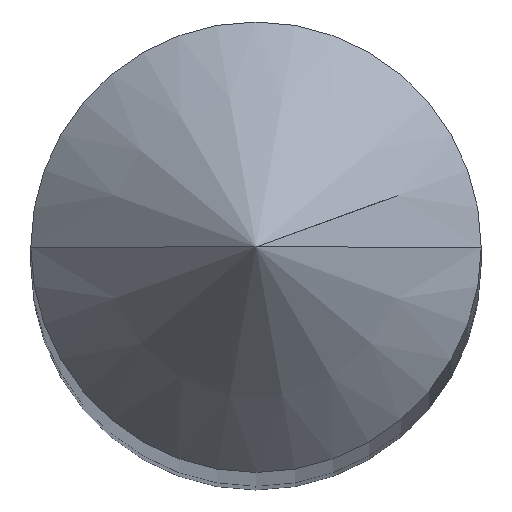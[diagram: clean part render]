
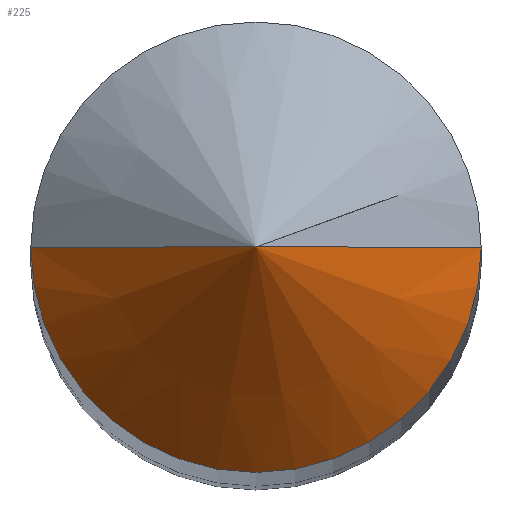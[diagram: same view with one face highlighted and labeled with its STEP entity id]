
A CAD part, top view. The second image highlights one B-rep face of the part: STEP entity #225.
In plain terms, the highlighted conical face has half-angle 45 degrees and reference radius 0.65 mm.
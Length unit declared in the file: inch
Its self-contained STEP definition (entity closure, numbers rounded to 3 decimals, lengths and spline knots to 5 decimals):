
#2 = CARTESIAN_POINT ( 'NONE',  ( -0.0256, 0., -0.03125 ) ) ;
#4 = CARTESIAN_POINT ( 'NONE',  ( 0.0256, 0., -0.03125 ) ) ;
#19 = DIRECTION ( 'NONE',  ( 0.707, 0., -0.707 ) ) ;
#31 = CARTESIAN_POINT ( 'NONE',  ( 0., 0., -0.03125 ) ) ;
#38 = CIRCLE ( 'NONE', #362, 0.0256 ) ;
#41 = EDGE_CURVE ( 'NONE', #93, #258, #38, .T. ) ;
#48 = CARTESIAN_POINT ( 'NONE',  ( 0.0256, 0., -0.03125 ) ) ;
#85 = EDGE_CURVE ( 'NONE', #254, #258, #152, .T. ) ;
#90 = CONICAL_SURFACE ( 'NONE', #257, 0.0256, 0.785 ) ;
#93 = VERTEX_POINT ( 'NONE', #296 ) ;
#152 = LINE ( 'NONE', #48, #247 ) ;
#159 = EDGE_LOOP ( 'NONE', ( #176, #343, #229 ) ) ;
#166 = DIRECTION ( 'NONE',  ( -0.707, 0., -0.707 ) ) ;
#176 = ORIENTED_EDGE ( 'NONE', *, *, #85, .F. ) ;
#178 = CARTESIAN_POINT ( 'NONE',  ( 0., 0., -0.03125 ) ) ;
#183 = DIRECTION ( 'NONE',  ( 0., 0., 1. ) ) ;
#195 = DIRECTION ( 'NONE',  ( -1., 0., 0. ) ) ;
#198 = EDGE_CURVE ( 'NONE', #254, #93, #304, .T. ) ;
#225 = ADVANCED_FACE ( 'NONE', ( #277 ), #90, .T. ) ;
#229 = ORIENTED_EDGE ( 'NONE', *, *, #41, .T. ) ;
#247 = VECTOR ( 'NONE', #19, 39.37008 ) ;
#252 = CARTESIAN_POINT ( 'NONE',  ( 0., 0., -0.00565 ) ) ;
#253 = DIRECTION ( 'NONE',  ( 0., 0., -1. ) ) ;
#254 = VERTEX_POINT ( 'NONE', #252 ) ;
#257 = AXIS2_PLACEMENT_3D ( 'NONE', #31, #253, #195 ) ;
#258 = VERTEX_POINT ( 'NONE', #4 ) ;
#277 = FACE_OUTER_BOUND ( 'NONE', #159, .T. ) ;
#290 = VECTOR ( 'NONE', #166, 39.37008 ) ;
#296 = CARTESIAN_POINT ( 'NONE',  ( -0.0256, 0., -0.03125 ) ) ;
#304 = LINE ( 'NONE', #2, #290 ) ;
#327 = DIRECTION ( 'NONE',  ( 1., 0., 0. ) ) ;
#343 = ORIENTED_EDGE ( 'NONE', *, *, #198, .T. ) ;
#362 = AXIS2_PLACEMENT_3D ( 'NONE', #178, #183, #327 ) ;
